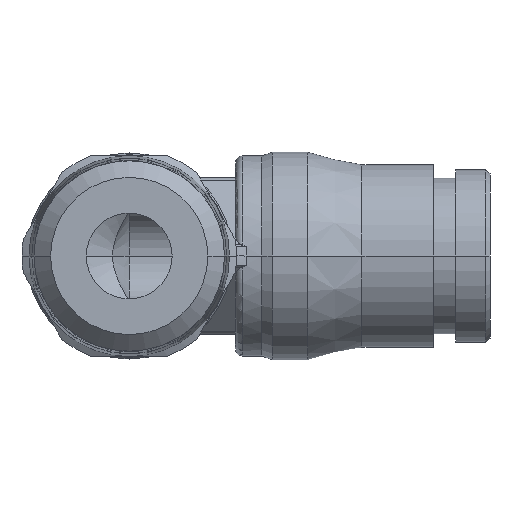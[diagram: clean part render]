
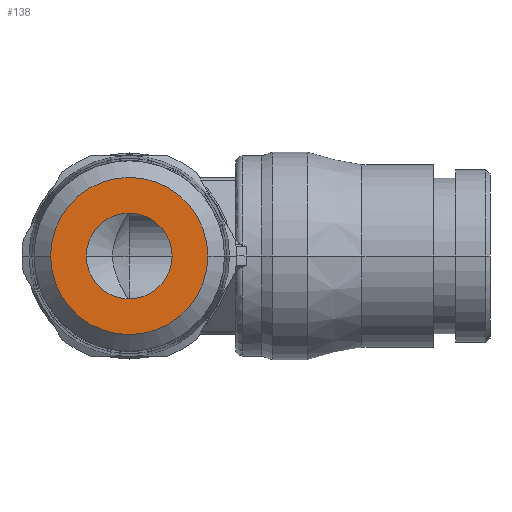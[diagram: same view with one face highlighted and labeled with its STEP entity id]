
A CAD part, front view. The second image highlights one B-rep face of the part: STEP entity #138.
In plain terms, the highlighted planar face has unit normal (0, -1, 0).
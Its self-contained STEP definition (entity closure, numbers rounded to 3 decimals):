
#138=ADVANCED_FACE('',(#404,#405),#406,.T.);
#404=FACE_BOUND('',#751,.T.);
#405=FACE_OUTER_BOUND('',#752,.T.);
#406=PLANE('',#753);
#751=EDGE_LOOP('',(#1626,#1627));
#752=EDGE_LOOP('',(#1628,#1629));
#753=AXIS2_PLACEMENT_3D('',#1630,#1631,#1632);
#1626=ORIENTED_EDGE('',*,*,#2395,.T.);
#1627=ORIENTED_EDGE('',*,*,#2507,.T.);
#1628=ORIENTED_EDGE('',*,*,#2368,.F.);
#1629=ORIENTED_EDGE('',*,*,#2530,.F.);
#1630=CARTESIAN_POINT('',(-22.485,-38.574,0.0));
#1631=DIRECTION('',(-0.0,-1.0,-0.0));
#1632=DIRECTION('',(-1.0,0.0,0.0));
#2368=EDGE_CURVE('',#2894,#2897,#2898,.T.);
#2395=EDGE_CURVE('',#2947,#2944,#2948,.T.);
#2507=EDGE_CURVE('',#2944,#2947,#3129,.T.);
#2530=EDGE_CURVE('',#2897,#2894,#3156,.T.);
#2894=VERTEX_POINT('',#5253);
#2897=VERTEX_POINT('',#5257);
#2898=CIRCLE('',#5258,5.498);
#2944=VERTEX_POINT('',#5342);
#2947=VERTEX_POINT('',#5346);
#2948=CIRCLE('',#5347,3.0);
#3129=CIRCLE('',#5953,3.0);
#3156=CIRCLE('',#6005,5.498);
#5253=CARTESIAN_POINT('',(-19.736,-38.574,0.0));
#5257=CARTESIAN_POINT('',(-30.732,-38.574,0.));
#5258=AXIS2_PLACEMENT_3D('',#8109,#8110,#8111);
#5342=CARTESIAN_POINT('',(-22.234,-38.574,0.));
#5346=CARTESIAN_POINT('',(-28.234,-38.574,0.));
#5347=AXIS2_PLACEMENT_3D('',#8159,#8160,#8161);
#5953=AXIS2_PLACEMENT_3D('',#8309,#8310,#8311);
#6005=AXIS2_PLACEMENT_3D('',#8375,#8376,#8377);
#8109=CARTESIAN_POINT('',(-25.234,-38.574,0.0));
#8110=DIRECTION('',(-0.0,1.0,0.0));
#8111=DIRECTION('',(1.0,0.0,0.0));
#8159=CARTESIAN_POINT('',(-25.234,-38.574,0.0));
#8160=DIRECTION('',(-0.0,1.0,0.0));
#8161=DIRECTION('',(1.0,0.0,0.0));
#8309=CARTESIAN_POINT('',(-25.234,-38.574,0.0));
#8310=DIRECTION('',(-0.0,1.0,0.0));
#8311=DIRECTION('',(1.0,0.0,0.0));
#8375=CARTESIAN_POINT('',(-25.234,-38.574,0.0));
#8376=DIRECTION('',(-0.0,1.0,0.0));
#8377=DIRECTION('',(1.0,0.0,0.0));
